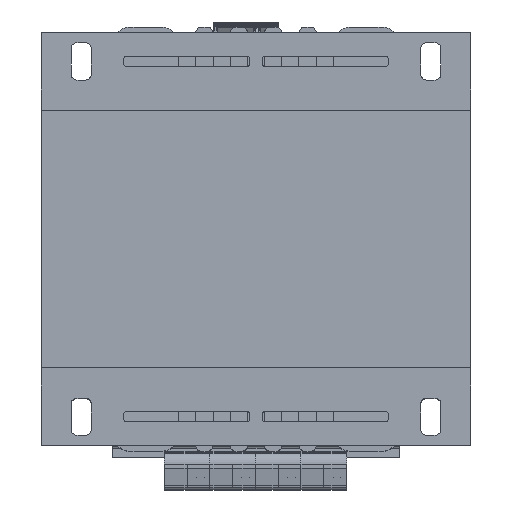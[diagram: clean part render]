
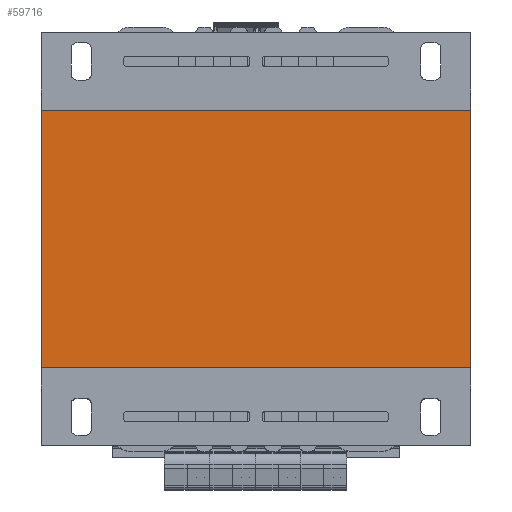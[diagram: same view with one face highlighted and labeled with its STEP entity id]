
A CAD part, top view. The second image highlights one B-rep face of the part: STEP entity #59716.
In plain terms, the highlighted planar face has unit normal (0, 0, 1).
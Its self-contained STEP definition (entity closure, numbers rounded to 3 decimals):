
#2839=FACE_OUTER_BOUND('',#5965,.T.);
#5965=EDGE_LOOP('',(#37347,#37348,#37349,#37350));
#9186=LINE('',#83626,#16157);
#9208=LINE('',#83677,#16179);
#9216=LINE('',#83701,#16187);
#9223=LINE('',#83715,#16194);
#16157=VECTOR('',#67656,10.);
#16179=VECTOR('',#67696,1.);
#16187=VECTOR('',#67724,1.);
#16194=VECTOR('',#67741,1.);
#23128=VERTEX_POINT('',#83623);
#23129=VERTEX_POINT('',#83625);
#23149=VERTEX_POINT('',#83675);
#23155=VERTEX_POINT('',#83699);
#28669=EDGE_CURVE('',#23128,#23129,#9186,.T.);
#28695=EDGE_CURVE('',#23128,#23149,#9208,.T.);
#28707=EDGE_CURVE('',#23149,#23155,#9216,.T.);
#28714=EDGE_CURVE('',#23129,#23155,#9223,.T.);
#37347=ORIENTED_EDGE('',*,*,#28669,.F.);
#37348=ORIENTED_EDGE('',*,*,#28695,.T.);
#37349=ORIENTED_EDGE('',*,*,#28707,.T.);
#37350=ORIENTED_EDGE('',*,*,#28714,.F.);
#54455=PLANE('',#63175);
#59716=ADVANCED_FACE('',(#2839),#54455,.T.);
#63175=AXIS2_PLACEMENT_3D('',#83714,#67739,#67740);
#67656=DIRECTION('',(1.,0.,0.));
#67696=DIRECTION('',(0.,-1.,0.));
#67724=DIRECTION('',(1.,0.,0.));
#67739=DIRECTION('center_axis',(0.,0.,1.));
#67740=DIRECTION('ref_axis',(0.,-1.,0.));
#67741=DIRECTION('',(0.,-1.,0.));
#83623=CARTESIAN_POINT('',(615.285,-284.691,87.5));
#83625=CARTESIAN_POINT('',(765.285,-284.691,87.5));
#83626=CARTESIAN_POINT('',(652.785,-284.691,87.5));
#83675=CARTESIAN_POINT('',(615.285,-374.691,87.5));
#83677=CARTESIAN_POINT('',(615.285,-274.691,87.5));
#83699=CARTESIAN_POINT('',(765.285,-374.691,87.5));
#83701=CARTESIAN_POINT('',(765.285,-374.691,87.5));
#83714=CARTESIAN_POINT('Origin',(615.285,-274.691,87.5));
#83715=CARTESIAN_POINT('',(765.285,-274.691,87.5));
